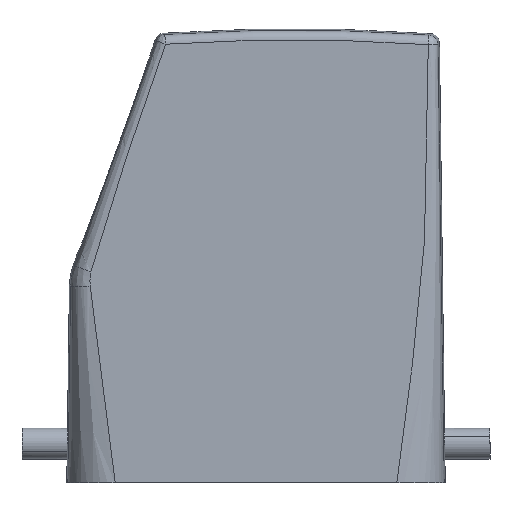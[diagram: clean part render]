
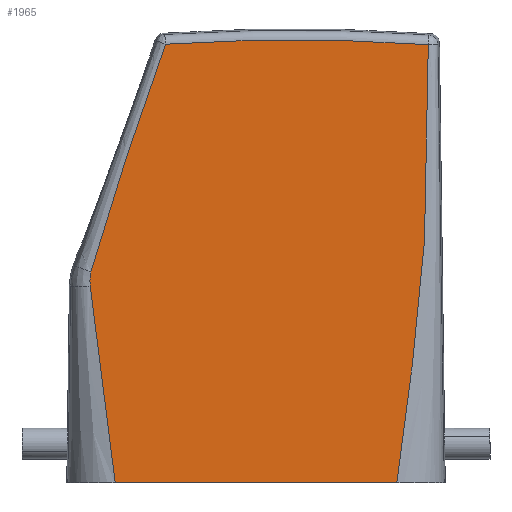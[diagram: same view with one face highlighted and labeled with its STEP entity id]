
A CAD part, left-side view. The second image highlights one B-rep face of the part: STEP entity #1965.
In plain terms, the highlighted planar face has unit normal (-1, 0, 0).
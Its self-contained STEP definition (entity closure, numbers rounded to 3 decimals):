
#1797=AXIS2_PLACEMENT_3D('Circle Axis2P3D',#1795,#1796,$) ;
#1871=AXIS2_PLACEMENT_3D('Plane Axis2P3D',#1868,#1869,#1870) ;
#1758=CARTESIAN_POINT('Vertex',(0.,9.787,69.476)) ;
#1792=CARTESIAN_POINT('Vertex',(0.,51.447,69.543)) ;
#1795=CARTESIAN_POINT('Axis2P3D Location',(0.,31.1,-228.)) ;
#1868=CARTESIAN_POINT('Axis2P3D Location',(0.,-0.933,-30.8)) ;
#1874=CARTESIAN_POINT('Control Point',(0.,63.261,33.46)) ;
#1875=CARTESIAN_POINT('Control Point',(0.,63.128,33.956)) ;
#1876=CARTESIAN_POINT('Control Point',(0.,62.994,34.451)) ;
#1877=CARTESIAN_POINT('Control Point',(0.,62.858,34.946)) ;
#1878=CARTESIAN_POINT('Control Point',(0.,62.419,36.525)) ;
#1879=CARTESIAN_POINT('Control Point',(0.,61.964,38.1)) ;
#1880=CARTESIAN_POINT('Control Point',(0.,61.644,39.18)) ;
#1881=CARTESIAN_POINT('Control Point',(0.,60.988,41.341)) ;
#1882=CARTESIAN_POINT('Control Point',(0.,60.308,43.495)) ;
#1883=CARTESIAN_POINT('Control Point',(0.,59.968,44.551)) ;
#1884=CARTESIAN_POINT('Control Point',(0.,59.268,46.702)) ;
#1885=CARTESIAN_POINT('Control Point',(0.,58.556,48.85)) ;
#1886=CARTESIAN_POINT('Control Point',(0.,58.198,49.922)) ;
#1887=CARTESIAN_POINT('Control Point',(0.,56.796,54.102)) ;
#1888=CARTESIAN_POINT('Control Point',(0.,55.371,58.281)) ;
#1889=CARTESIAN_POINT('Control Point',(0.,54.305,61.39)) ;
#1890=CARTESIAN_POINT('Control Point',(0.,53.089,64.884)) ;
#1891=CARTESIAN_POINT('Control Point',(0.,51.859,68.375)) ;
#1892=CARTESIAN_POINT('Control Point',(0.,51.722,68.764)) ;
#1893=CARTESIAN_POINT('Control Point',(0.,51.585,69.153)) ;
#1894=CARTESIAN_POINT('Control Point',(0.,51.447,69.543)) ;
#1895=CARTESIAN_POINT('Vertex',(0.,63.261,33.46)) ;
#1899=CARTESIAN_POINT('Control Point',(0.,63.374,31.157)) ;
#1900=CARTESIAN_POINT('Control Point',(0.,63.389,31.265)) ;
#1901=CARTESIAN_POINT('Control Point',(0.,63.401,31.375)) ;
#1902=CARTESIAN_POINT('Control Point',(0.,63.411,31.486)) ;
#1903=CARTESIAN_POINT('Control Point',(0.,63.442,31.943)) ;
#1904=CARTESIAN_POINT('Control Point',(0.,63.431,32.409)) ;
#1905=CARTESIAN_POINT('Control Point',(0.,63.398,32.763)) ;
#1906=CARTESIAN_POINT('Control Point',(0.,63.341,33.114)) ;
#1907=CARTESIAN_POINT('Control Point',(0.,63.261,33.46)) ;
#1908=CARTESIAN_POINT('Vertex',(0.,63.374,31.157)) ;
#1912=CARTESIAN_POINT('Control Point',(0.,59.429,0.)) ;
#1913=CARTESIAN_POINT('Control Point',(0.,59.638,1.601)) ;
#1914=CARTESIAN_POINT('Control Point',(0.,59.846,3.177)) ;
#1915=CARTESIAN_POINT('Control Point',(0.,60.057,4.748)) ;
#1916=CARTESIAN_POINT('Control Point',(0.,60.597,8.711)) ;
#1917=CARTESIAN_POINT('Control Point',(0.,61.147,12.669)) ;
#1918=CARTESIAN_POINT('Control Point',(0.,61.469,14.99)) ;
#1919=CARTESIAN_POINT('Control Point',(0.,62.095,19.619)) ;
#1920=CARTESIAN_POINT('Control Point',(0.,62.665,24.243)) ;
#1921=CARTESIAN_POINT('Control Point',(0.,62.929,26.549)) ;
#1922=CARTESIAN_POINT('Control Point',(0.,63.166,28.853)) ;
#1923=CARTESIAN_POINT('Control Point',(0.,63.374,31.157)) ;
#1924=CARTESIAN_POINT('Vertex',(0.,59.429,0.)) ;
#1927=CARTESIAN_POINT('Line Origine',(0.,37.1,0.)) ;
#1931=CARTESIAN_POINT('Vertex',(0.,14.771,0.)) ;
#1935=CARTESIAN_POINT('Control Point',(0.,9.787,69.476)) ;
#1936=CARTESIAN_POINT('Control Point',(0.,9.787,69.312)) ;
#1937=CARTESIAN_POINT('Control Point',(0.,9.787,69.148)) ;
#1938=CARTESIAN_POINT('Control Point',(0.,9.786,68.985)) ;
#1939=CARTESIAN_POINT('Control Point',(0.,9.785,66.595)) ;
#1940=CARTESIAN_POINT('Control Point',(0.,9.789,64.205)) ;
#1941=CARTESIAN_POINT('Control Point',(0.,9.801,61.977)) ;
#1942=CARTESIAN_POINT('Control Point',(0.,9.836,57.555)) ;
#1943=CARTESIAN_POINT('Control Point',(0.,9.894,53.133)) ;
#1944=CARTESIAN_POINT('Control Point',(0.,9.93,50.806)) ;
#1945=CARTESIAN_POINT('Control Point',(0.,10.101,42.422)) ;
#1946=CARTESIAN_POINT('Control Point',(0.,10.544,34.043)) ;
#1947=CARTESIAN_POINT('Control Point',(0.,11.162,27.858)) ;
#1948=CARTESIAN_POINT('Control Point',(0.,12.168,19.707)) ;
#1949=CARTESIAN_POINT('Control Point',(0.,13.254,11.563)) ;
#1950=CARTESIAN_POINT('Control Point',(0.,13.52,9.576)) ;
#1951=CARTESIAN_POINT('Control Point',(0.,13.935,6.459)) ;
#1952=CARTESIAN_POINT('Control Point',(0.,14.342,3.342)) ;
#1953=CARTESIAN_POINT('Control Point',(0.,14.486,2.226)) ;
#1954=CARTESIAN_POINT('Control Point',(0.,14.629,1.114)) ;
#1955=CARTESIAN_POINT('Control Point',(0.,14.771,0.)) ;
#1796=DIRECTION('Axis2P3D Direction',(-1.,0.,0.)) ;
#1869=DIRECTION('Axis2P3D Direction',(-1.,0.,0.)) ;
#1870=DIRECTION('Axis2P3D XDirection',(0.,-0.17,0.985)) ;
#1928=DIRECTION('Vector Direction',(0.,-1.,0.)) ;
#1929=VECTOR('Line Direction',#1928,1.) ;
#1958=ORIENTED_EDGE('',*,*,#1897,.T.) ;
#1959=ORIENTED_EDGE('',*,*,#1910,.T.) ;
#1960=ORIENTED_EDGE('',*,*,#1926,.T.) ;
#1961=ORIENTED_EDGE('',*,*,#1933,.T.) ;
#1962=ORIENTED_EDGE('',*,*,#1956,.T.) ;
#1963=ORIENTED_EDGE('',*,*,#1799,.F.) ;
#1965=ADVANCED_FACE('Hauptk\X2\00F6\X0\rper',(#1964),#1872,.T.) ;
#1873=B_SPLINE_CURVE_WITH_KNOTS('',5,(#1874,#1875,#1876,#1877,#1878,#1879,#1880,#1881,#1882,#1883,#1884,#1885,#1886,#1887,#1888,#1889,#1890,#1891,#1892,#1893,#1894),.UNSPECIFIED.,.F.,.U.,(6,3,3,3,3,3,6),(87.033,91.495,101.273,111.097,120.881,149.279,152.833),.UNSPECIFIED.) ;
#1898=B_SPLINE_CURVE_WITH_KNOTS('',5,(#1899,#1900,#1901,#1902,#1903,#1904,#1905,#1906,#1907),.UNSPECIFIED.,.F.,.U.,(6,3,6),(172.785,174.056,178.023),.UNSPECIFIED.) ;
#1911=B_SPLINE_CURVE_WITH_KNOTS('',5,(#1912,#1913,#1914,#1915,#1916,#1917,#1918,#1919,#1920,#1921,#1922,#1923),.UNSPECIFIED.,.F.,.U.,(6,3,3,6),(30.986,45.208,65.409,85.503),.UNSPECIFIED.) ;
#1934=B_SPLINE_CURVE_WITH_KNOTS('',5,(#1935,#1936,#1937,#1938,#1939,#1940,#1941,#1942,#1943,#1944,#1945,#1946,#1947,#1948,#1949,#1950,#1951,#1952,#1953,#1954,#1955),.UNSPECIFIED.,.F.,.U.,(6,3,3,3,3,3,6),(30.342,31.753,51.041,70.047,123.648,140.95,150.783),.UNSPECIFIED.) ;
#1798=CIRCLE('generated circle',#1797,298.238) ;
#1799=EDGE_CURVE('',#1793,#1759,#1798,.F.) ;
#1897=EDGE_CURVE('',#1793,#1896,#1873,.F.) ;
#1910=EDGE_CURVE('',#1896,#1909,#1898,.F.) ;
#1926=EDGE_CURVE('',#1909,#1925,#1911,.F.) ;
#1933=EDGE_CURVE('',#1925,#1932,#1930,.T.) ;
#1956=EDGE_CURVE('',#1932,#1759,#1934,.F.) ;
#1957=EDGE_LOOP('',(#1958,#1959,#1960,#1961,#1962,#1963)) ;
#1964=FACE_OUTER_BOUND('',#1957,.T.) ;
#1930=LINE('Line',#1927,#1929) ;
#1872=PLANE('',#1871) ;
#1759=VERTEX_POINT('',#1758) ;
#1793=VERTEX_POINT('',#1792) ;
#1896=VERTEX_POINT('',#1895) ;
#1909=VERTEX_POINT('',#1908) ;
#1925=VERTEX_POINT('',#1924) ;
#1932=VERTEX_POINT('',#1931) ;
